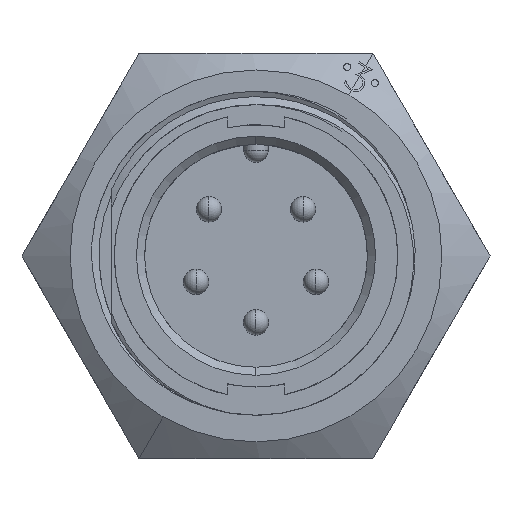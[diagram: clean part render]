
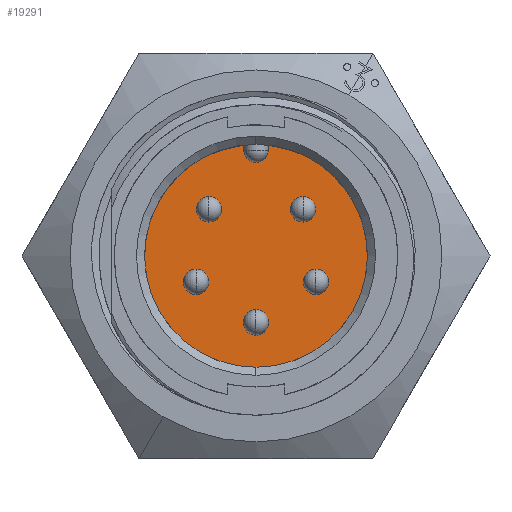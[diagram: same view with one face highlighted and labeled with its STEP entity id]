
A CAD part, top view. The second image highlights one B-rep face of the part: STEP entity #19291.
In plain terms, the highlighted planar face has unit normal (0, 0, 1).
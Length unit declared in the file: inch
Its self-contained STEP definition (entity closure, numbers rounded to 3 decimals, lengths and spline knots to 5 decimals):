
#34 = CIRCLE ( 'NONE', #14342, 0.03125 ) ;
#172 = EDGE_CURVE ( 'NONE', #18239, #3632, #20381, .T. ) ;
#216 = EDGE_CURVE ( 'NONE', #21127, #11104, #3412, .T. ) ;
#440 = CARTESIAN_POINT ( 'NONE',  ( 0.14725, 0.115, -0.29 ) ) ;
#1114 = DIRECTION ( 'NONE',  ( 0., 0., 1. ) ) ;
#1125 = ORIENTED_EDGE ( 'NONE', *, *, #12582, .F. ) ;
#1229 = DIRECTION ( 'NONE',  ( 0., -1., 0. ) ) ;
#1351 = CIRCLE ( 'NONE', #15984, 0.275 ) ;
#1694 = CARTESIAN_POINT ( 'NONE',  ( 0., 0., -0.29 ) ) ;
#1868 = VERTEX_POINT ( 'NONE', #7990 ) ;
#2446 = EDGE_CURVE ( 'NONE', #9509, #10492, #20261, .T. ) ;
#2464 = DIRECTION ( 'NONE',  ( 0., 0., 1. ) ) ;
#2589 = ORIENTED_EDGE ( 'NONE', *, *, #15444, .T. ) ;
#2753 = CIRCLE ( 'NONE', #17474, 0.03125 ) ;
#2754 = ORIENTED_EDGE ( 'NONE', *, *, #3190, .F. ) ;
#2831 = CARTESIAN_POINT ( 'NONE',  ( 0., -0.164, -0.29 ) ) ;
#2886 = VECTOR ( 'NONE', #1229, 39.37008 ) ;
#3049 = AXIS2_PLACEMENT_3D ( 'NONE', #1694, #5022, #16548 ) ;
#3119 = DIRECTION ( 'NONE',  ( 1., 0., 0. ) ) ;
#3134 = CARTESIAN_POINT ( 'NONE',  ( 0., 0., -0.29 ) ) ;
#3190 = EDGE_CURVE ( 'NONE', #8171, #20712, #14057, .T. ) ;
#3242 = ORIENTED_EDGE ( 'NONE', *, *, #11420, .T. ) ;
#3255 = DIRECTION ( 'NONE',  ( 0., 0., 1. ) ) ;
#3335 = CARTESIAN_POINT ( 'NONE',  ( -0.116, 0.115, -0.29 ) ) ;
#3375 = PLANE ( 'NONE',  #3049 ) ;
#3412 = LINE ( 'NONE', #4254, #2886 ) ;
#3632 = VERTEX_POINT ( 'NONE', #14093 ) ;
#3683 = ORIENTED_EDGE ( 'NONE', *, *, #13688, .F. ) ;
#3746 = CIRCLE ( 'NONE', #7021, 0.03125 ) ;
#3827 = CIRCLE ( 'NONE', #17595, 0.03125 ) ;
#3888 = CARTESIAN_POINT ( 'NONE',  ( 0.11675, -0.064, -0.29 ) ) ;
#3954 = CARTESIAN_POINT ( 'NONE',  ( 0., 0., -0.29 ) ) ;
#4061 = EDGE_LOOP ( 'NONE', ( #16667, #21049, #20888, #3242, #2589 ) ) ;
#4237 = EDGE_LOOP ( 'NONE', ( #3683, #17450 ) ) ;
#4254 = CARTESIAN_POINT ( 'NONE',  ( 0.03, 0.27336, -0.29 ) ) ;
#4468 = DIRECTION ( 'NONE',  ( 1., 0., 0. ) ) ;
#4489 = CARTESIAN_POINT ( 'NONE',  ( 0.03, 0.27336, -0.29 ) ) ;
#4765 = VERTEX_POINT ( 'NONE', #11019 ) ;
#4774 = DIRECTION ( 'NONE',  ( 1., 0., 0. ) ) ;
#4777 = LINE ( 'NONE', #15894, #13016 ) ;
#5018 = CIRCLE ( 'NONE', #9197, 0.03125 ) ;
#5022 = DIRECTION ( 'NONE',  ( 0., 0., 1. ) ) ;
#5072 = DIRECTION ( 'NONE',  ( 0., 0., 1. ) ) ;
#5350 = CARTESIAN_POINT ( 'NONE',  ( 0.116, 0.115, -0.29 ) ) ;
#5475 = EDGE_CURVE ( 'NONE', #3632, #18239, #3746, .T. ) ;
#5608 = DIRECTION ( 'NONE',  ( 1., 0., 0. ) ) ;
#5666 = FACE_BOUND ( 'NONE', #14997, .T. ) ;
#5796 = CARTESIAN_POINT ( 'NONE',  ( 0., 0.261, -0.29 ) ) ;
#5813 = EDGE_CURVE ( 'NONE', #10683, #1868, #5018, .T. ) ;
#5931 = ORIENTED_EDGE ( 'NONE', *, *, #12549, .F. ) ;
#6163 = AXIS2_PLACEMENT_3D ( 'NONE', #7746, #19234, #9386 ) ;
#6170 = FACE_BOUND ( 'NONE', #16397, .T. ) ;
#6452 = EDGE_LOOP ( 'NONE', ( #2754, #5931 ) ) ;
#6533 = DIRECTION ( 'NONE',  ( 0., 0., 1. ) ) ;
#6745 = AXIS2_PLACEMENT_3D ( 'NONE', #14919, #5072, #16596 ) ;
#6813 = CARTESIAN_POINT ( 'NONE',  ( -0.148, -0.064, -0.29 ) ) ;
#7020 = DIRECTION ( 'NONE',  ( 1., 0., 0. ) ) ;
#7021 = AXIS2_PLACEMENT_3D ( 'NONE', #7778, #19275, #9423 ) ;
#7082 = ORIENTED_EDGE ( 'NONE', *, *, #172, .F. ) ;
#7459 = DIRECTION ( 'NONE',  ( 1., 0., 0. ) ) ;
#7689 = DIRECTION ( 'NONE',  ( 0., 1., 0. ) ) ;
#7746 = CARTESIAN_POINT ( 'NONE',  ( 0.148, -0.064, -0.29 ) ) ;
#7778 = CARTESIAN_POINT ( 'NONE',  ( -0.116, 0.115, -0.29 ) ) ;
#7944 = AXIS2_PLACEMENT_3D ( 'NONE', #5350, #16876, #7020 ) ;
#7990 = CARTESIAN_POINT ( 'NONE',  ( -0.11675, -0.064, -0.29 ) ) ;
#8171 = VERTEX_POINT ( 'NONE', #440 ) ;
#8205 = EDGE_CURVE ( 'NONE', #13617, #21127, #1351, .T. ) ;
#8470 = DIRECTION ( 'NONE',  ( 1., 0., 0. ) ) ;
#8507 = CARTESIAN_POINT ( 'NONE',  ( 0.08475, 0.115, -0.29 ) ) ;
#9164 = CARTESIAN_POINT ( 'NONE',  ( -0.03, 0.27336, -0.29 ) ) ;
#9197 = AXIS2_PLACEMENT_3D ( 'NONE', #6813, #18317, #8470 ) ;
#9386 = DIRECTION ( 'NONE',  ( 1., 0., 0. ) ) ;
#9423 = DIRECTION ( 'NONE',  ( 1., 0., 0. ) ) ;
#9480 = ORIENTED_EDGE ( 'NONE', *, *, #5475, .F. ) ;
#9509 = VERTEX_POINT ( 'NONE', #18662 ) ;
#10035 = FACE_BOUND ( 'NONE', #4237, .T. ) ;
#10221 = CARTESIAN_POINT ( 'NONE',  ( -0.03, 0.261, -0.29 ) ) ;
#10356 = EDGE_LOOP ( 'NONE', ( #14859, #12812 ) ) ;
#10492 = VERTEX_POINT ( 'NONE', #3888 ) ;
#10536 = FACE_BOUND ( 'NONE', #10356, .T. ) ;
#10683 = VERTEX_POINT ( 'NONE', #19457 ) ;
#10956 = CARTESIAN_POINT ( 'NONE',  ( 0.116, 0.115, -0.29 ) ) ;
#11019 = CARTESIAN_POINT ( 'NONE',  ( -0.03125, -0.164, -0.29 ) ) ;
#11104 = VERTEX_POINT ( 'NONE', #18665 ) ;
#11420 = EDGE_CURVE ( 'NONE', #11104, #12323, #17978, .T. ) ;
#12068 = AXIS2_PLACEMENT_3D ( 'NONE', #12312, #2464, #13977 ) ;
#12312 = CARTESIAN_POINT ( 'NONE',  ( 0.148, -0.064, -0.29 ) ) ;
#12323 = VERTEX_POINT ( 'NONE', #10221 ) ;
#12549 = EDGE_CURVE ( 'NONE', #20712, #8171, #3827, .T. ) ;
#12582 = EDGE_CURVE ( 'NONE', #10492, #9509, #13079, .T. ) ;
#12628 = DIRECTION ( 'NONE',  ( 1., 0., 0. ) ) ;
#12812 = ORIENTED_EDGE ( 'NONE', *, *, #5813, .F. ) ;
#13016 = VECTOR ( 'NONE', #7689, 39.37008 ) ;
#13038 = CIRCLE ( 'NONE', #6745, 0.03125 ) ;
#13079 = CIRCLE ( 'NONE', #6163, 0.03125 ) ;
#13617 = VERTEX_POINT ( 'NONE', #21113 ) ;
#13688 = EDGE_CURVE ( 'NONE', #17010, #4765, #2753, .T. ) ;
#13977 = DIRECTION ( 'NONE',  ( 1., 0., 0. ) ) ;
#14057 = CIRCLE ( 'NONE', #7944, 0.03125 ) ;
#14093 = CARTESIAN_POINT ( 'NONE',  ( -0.08475, 0.115, -0.29 ) ) ;
#14315 = DIRECTION ( 'NONE',  ( 0., 0., 1. ) ) ;
#14342 = AXIS2_PLACEMENT_3D ( 'NONE', #2831, #14315, #4468 ) ;
#14514 = EDGE_CURVE ( 'NONE', #1868, #10683, #13038, .T. ) ;
#14620 = DIRECTION ( 'NONE',  ( 0., 0., 1. ) ) ;
#14859 = ORIENTED_EDGE ( 'NONE', *, *, #14514, .F. ) ;
#14919 = CARTESIAN_POINT ( 'NONE',  ( -0.148, -0.064, -0.29 ) ) ;
#14997 = EDGE_LOOP ( 'NONE', ( #20528, #1125 ) ) ;
#15444 = EDGE_CURVE ( 'NONE', #12323, #18197, #4777, .T. ) ;
#15458 = DIRECTION ( 'NONE',  ( 0., 0., 1. ) ) ;
#15894 = CARTESIAN_POINT ( 'NONE',  ( -0.03, 0.261, -0.29 ) ) ;
#15984 = AXIS2_PLACEMENT_3D ( 'NONE', #3954, #15458, #5608 ) ;
#16396 = CARTESIAN_POINT ( 'NONE',  ( 0., -0.164, -0.29 ) ) ;
#16397 = EDGE_LOOP ( 'NONE', ( #9480, #7082 ) ) ;
#16548 = DIRECTION ( 'NONE',  ( 1., 0., 0. ) ) ;
#16596 = DIRECTION ( 'NONE',  ( 1., 0., 0. ) ) ;
#16667 = ORIENTED_EDGE ( 'NONE', *, *, #17483, .T. ) ;
#16876 = DIRECTION ( 'NONE',  ( 0., 0., 1. ) ) ;
#17010 = VERTEX_POINT ( 'NONE', #18019 ) ;
#17276 = CIRCLE ( 'NONE', #17904, 0.275 ) ;
#17310 = DIRECTION ( 'NONE',  ( 0., 0., -1. ) ) ;
#17317 = AXIS2_PLACEMENT_3D ( 'NONE', #5796, #17310, #7459 ) ;
#17450 = ORIENTED_EDGE ( 'NONE', *, *, #20425, .F. ) ;
#17474 = AXIS2_PLACEMENT_3D ( 'NONE', #16396, #6533, #18031 ) ;
#17483 = EDGE_CURVE ( 'NONE', #18197, #13617, #17276, .T. ) ;
#17595 = AXIS2_PLACEMENT_3D ( 'NONE', #10956, #1114, #12628 ) ;
#17904 = AXIS2_PLACEMENT_3D ( 'NONE', #3134, #14620, #4774 ) ;
#17978 = CIRCLE ( 'NONE', #17317, 0.03 ) ;
#18019 = CARTESIAN_POINT ( 'NONE',  ( 0.03125, -0.164, -0.29 ) ) ;
#18031 = DIRECTION ( 'NONE',  ( 1., 0., 0. ) ) ;
#18197 = VERTEX_POINT ( 'NONE', #9164 ) ;
#18239 = VERTEX_POINT ( 'NONE', #19520 ) ;
#18317 = DIRECTION ( 'NONE',  ( 0., 0., 1. ) ) ;
#18537 = AXIS2_PLACEMENT_3D ( 'NONE', #3335, #3255, #3119 ) ;
#18662 = CARTESIAN_POINT ( 'NONE',  ( 0.17925, -0.064, -0.29 ) ) ;
#18665 = CARTESIAN_POINT ( 'NONE',  ( 0.03, 0.261, -0.29 ) ) ;
#18777 = FACE_BOUND ( 'NONE', #6452, .T. ) ;
#19234 = DIRECTION ( 'NONE',  ( 0., 0., 1. ) ) ;
#19275 = DIRECTION ( 'NONE',  ( 0., 0., 1. ) ) ;
#19288 = FACE_OUTER_BOUND ( 'NONE', #4061, .T. ) ;
#19291 = ADVANCED_FACE ( 'NONE', ( #6170, #18777, #19288, #10536, #10035, #5666 ), #3375, .T. ) ;
#19457 = CARTESIAN_POINT ( 'NONE',  ( -0.17925, -0.064, -0.29 ) ) ;
#19520 = CARTESIAN_POINT ( 'NONE',  ( -0.14725, 0.115, -0.29 ) ) ;
#20261 = CIRCLE ( 'NONE', #12068, 0.03125 ) ;
#20381 = CIRCLE ( 'NONE', #18537, 0.03125 ) ;
#20425 = EDGE_CURVE ( 'NONE', #4765, #17010, #34, .T. ) ;
#20528 = ORIENTED_EDGE ( 'NONE', *, *, #2446, .F. ) ;
#20712 = VERTEX_POINT ( 'NONE', #8507 ) ;
#20888 = ORIENTED_EDGE ( 'NONE', *, *, #216, .T. ) ;
#21049 = ORIENTED_EDGE ( 'NONE', *, *, #8205, .T. ) ;
#21113 = CARTESIAN_POINT ( 'NONE',  ( 0., -0.275, -0.29 ) ) ;
#21127 = VERTEX_POINT ( 'NONE', #4489 ) ;
